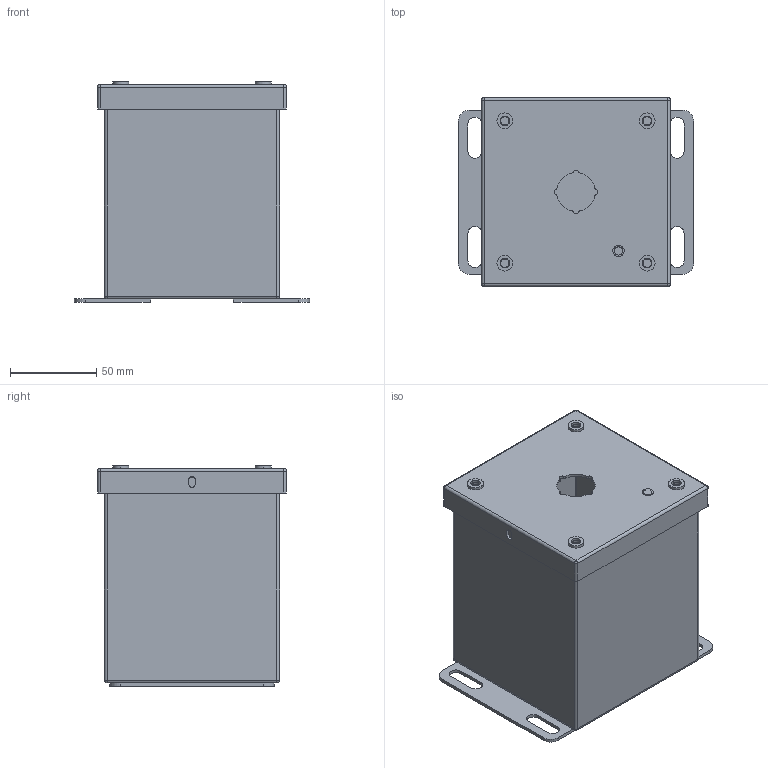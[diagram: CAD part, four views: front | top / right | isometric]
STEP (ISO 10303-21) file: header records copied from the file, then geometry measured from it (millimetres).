
FILE_DESCRIPTION (( 'STEP AP214' ), '1' );
FILE_NAME ('SCE-1PBXI.STEP', '2022-05-13T10:41:34', ( '' ), ( '' ), 'SwSTEP 2.0', 'SolidWorks 2021', '' );
FILE_SCHEMA (( 'AUTOMOTIVE_DESIGN' ));
Length unit declared in the file: inch
Products named in the file (1): SCE-1PBXI
Bounding box: 136.53 x 109.53 x 127.9 mm (x, y, z)
Volume: 141139.3 mm3; surface area: 184539.7 mm2
Topology: 15 solids, 15 shells, 433 faces, 1031 edges, 630 vertices
Faces by surface type: cylinder 195, plane 162, torus 40, sphere 24, cone 12
Full cylindrical faces by diameter (mm): 6.756 x4, 8.052 x4
Entity records: 17242 total; most frequent: DIRECTION 2349, CARTESIAN_POINT 2135, ORIENTED_EDGE 1998, EDGE_CURVE 999, AXIS2_PLACEMENT_3D 940, VERTEX_POINT 630, EDGE_LOOP 507, CIRCLE 506
